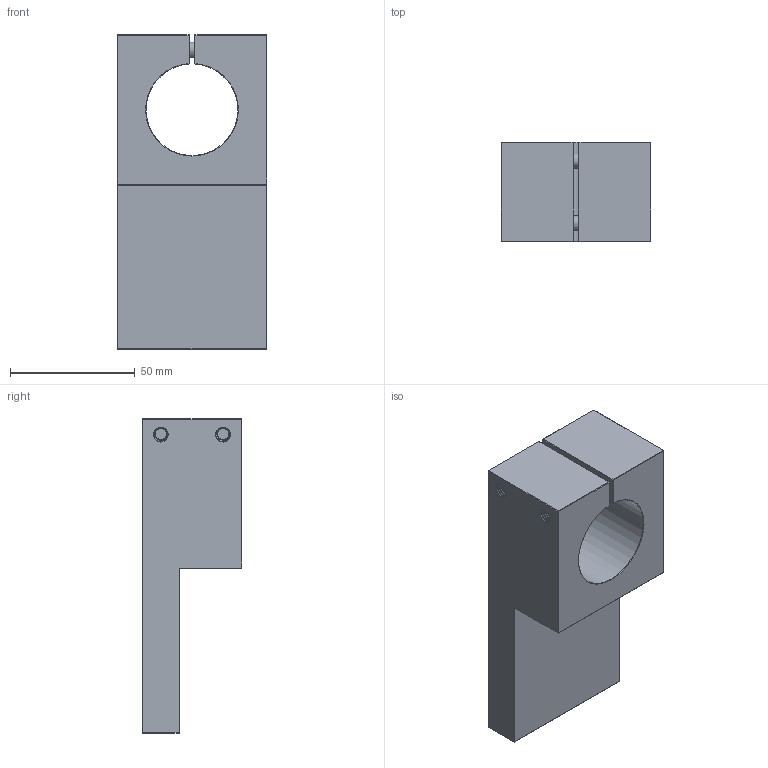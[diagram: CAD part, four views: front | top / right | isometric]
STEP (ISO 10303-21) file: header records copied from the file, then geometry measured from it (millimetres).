
FILE_DESCRIPTION(/* description */ (''),/* implementation_level */ '2;1');
FILE_NAME(/* name */ 'f2f801f2-7b18-4c39-92dd-25cd3a6de6ab.stp',/* time_stamp */ '2024-10-08T18:04:58Z',/* author */ (''),/* organization */ (''),/* preprocessor_version */ 'ST-DEVELOPER v20',/* originating_system */ 'Autodesk Translation Framework v13.20.0.188',/* authorisation */ '');
FILE_SCHEMA (('AUTOMOTIVE_DESIGN { 1 0 10303 214 3 1 1 }'));
Length unit declared in the file: millimetre
Products named in the file (3): SE 01.008; SE 01.008_body_part; Socket_head_screw_M6
Assembly tree (3 placements, depth 2):
  SE 01.008
    SE 01.008_body_part
    Socket_head_screw_M6  x2
Bounding box: 60 x 40 x 126 mm (x, y, z)
Volume: 159648.6 mm3; surface area: 35569.9 mm2
Topology: 3 solids, 3 shells, 422 faces, 1164 edges, 754 vertices
Faces by surface type: cylinder 303, plane 71, cone 32, bspline 16
Full cylindrical faces by diameter (mm): 4.701 x34, 5.035 x54, 6 x34, 6.147 x28, 10 x4
Entity records: 27388 total; most frequent: CARTESIAN_POINT 19289, ORIENTED_EDGE 2002, DIRECTION 1177, EDGE_CURVE 1001, VERTEX_POINT 651, B_SPLINE_CURVE_WITH_KNOTS 531, AXIS2_PLACEMENT_3D 401, LINE 375
